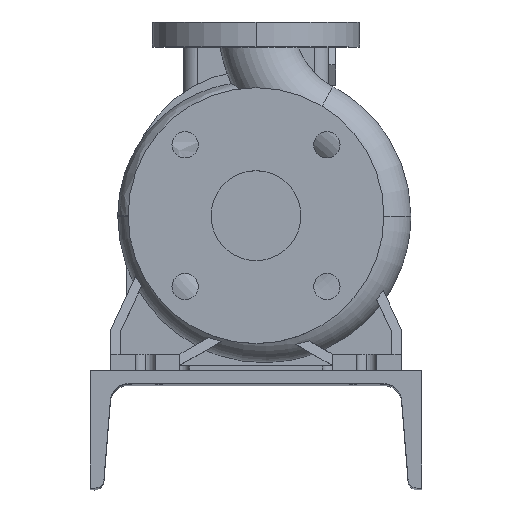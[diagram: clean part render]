
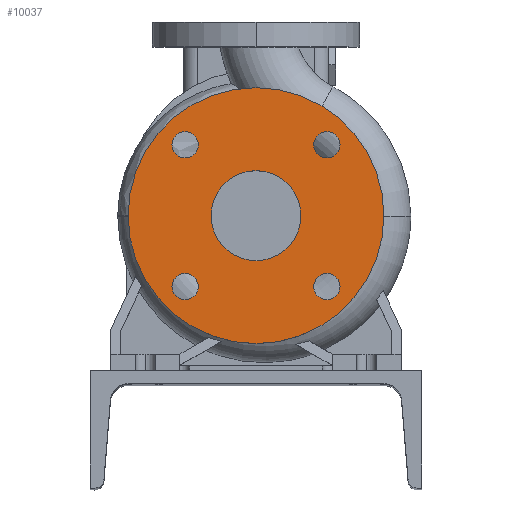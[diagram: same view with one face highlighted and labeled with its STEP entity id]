
A CAD part, top view. The second image highlights one B-rep face of the part: STEP entity #10037.
In plain terms, the highlighted planar face has unit normal (0, 0, 1).
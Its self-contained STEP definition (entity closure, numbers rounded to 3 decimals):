
#18 = VERTEX_POINT ( 'NONE', #3358 ) ;
#155 = CIRCLE ( 'NONE', #6187, 32.5 ) ;
#164 = FACE_BOUND ( 'NONE', #8430, .T. ) ;
#333 = ORIENTED_EDGE ( 'NONE', *, *, #2834, .F. ) ;
#353 = FACE_BOUND ( 'NONE', #9929, .T. ) ;
#408 = ORIENTED_EDGE ( 'NONE', *, *, #18286, .F. ) ;
#594 = CARTESIAN_POINT ( 'NONE',  ( -51.265, 51.265, 80. ) ) ;
#681 = CARTESIAN_POINT ( 'NONE',  ( 41.765, 51.265, 80. ) ) ;
#846 = VERTEX_POINT ( 'NONE', #10579 ) ;
#1027 = CARTESIAN_POINT ( 'NONE',  ( -51.265, 51.265, 80. ) ) ;
#1315 = DIRECTION ( 'NONE',  ( 1., 0., 0. ) ) ;
#1540 = CARTESIAN_POINT ( 'NONE',  ( 92.5, 0., 80. ) ) ;
#1799 = CARTESIAN_POINT ( 'NONE',  ( 60.765, 51.265, 80. ) ) ;
#1899 = DIRECTION ( 'NONE',  ( 1., 0., 0. ) ) ;
#1960 = VERTEX_POINT ( 'NONE', #14887 ) ;
#2077 = CARTESIAN_POINT ( 'NONE',  ( 51.265, 51.265, 80. ) ) ;
#2636 = CARTESIAN_POINT ( 'NONE',  ( 51.265, -51.265, 80. ) ) ;
#2638 = DIRECTION ( 'NONE',  ( 1., 0., 0. ) ) ;
#2744 = ORIENTED_EDGE ( 'NONE', *, *, #6849, .F. ) ;
#2834 = EDGE_CURVE ( 'NONE', #9204, #846, #19340, .T. ) ;
#2860 = CIRCLE ( 'NONE', #6953, 9.5 ) ;
#2997 = CIRCLE ( 'NONE', #13798, 92.5 ) ;
#3042 = EDGE_LOOP ( 'NONE', ( #408, #6934 ) ) ;
#3358 = CARTESIAN_POINT ( 'NONE',  ( -41.765, 51.265, 80. ) ) ;
#3528 = CARTESIAN_POINT ( 'NONE',  ( -32.5, 0., 80. ) ) ;
#4567 = CIRCLE ( 'NONE', #17305, 9.5 ) ;
#4811 = ORIENTED_EDGE ( 'NONE', *, *, #13937, .F. ) ;
#5120 = DIRECTION ( 'NONE',  ( -1., 0., 0. ) ) ;
#5218 = PLANE ( 'NONE',  #16249 ) ;
#5613 = DIRECTION ( 'NONE',  ( 0., 0., 1. ) ) ;
#5733 = AXIS2_PLACEMENT_3D ( 'NONE', #594, #18636, #1899 ) ;
#5907 = CARTESIAN_POINT ( 'NONE',  ( -60.765, -51.265, 80. ) ) ;
#5966 = EDGE_LOOP ( 'NONE', ( #13154, #16673 ) ) ;
#6001 = DIRECTION ( 'NONE',  ( 1., 0., 0. ) ) ;
#6138 = DIRECTION ( 'NONE',  ( 0., 0., 1. ) ) ;
#6146 = EDGE_CURVE ( 'NONE', #11226, #11330, #15862, .T. ) ;
#6187 = AXIS2_PLACEMENT_3D ( 'NONE', #15217, #6138, #18304 ) ;
#6266 = DIRECTION ( 'NONE',  ( 0., 0., 1. ) ) ;
#6469 = AXIS2_PLACEMENT_3D ( 'NONE', #2636, #14790, #6001 ) ;
#6748 = VERTEX_POINT ( 'NONE', #12441 ) ;
#6787 = AXIS2_PLACEMENT_3D ( 'NONE', #12711, #12813, #12419 ) ;
#6849 = EDGE_CURVE ( 'NONE', #11330, #11226, #2860, .T. ) ;
#6934 = ORIENTED_EDGE ( 'NONE', *, *, #7990, .F. ) ;
#6937 = VERTEX_POINT ( 'NONE', #18404 ) ;
#6939 = DIRECTION ( 'NONE',  ( 1., 0., 0. ) ) ;
#6953 = AXIS2_PLACEMENT_3D ( 'NONE', #9936, #8737, #6939 ) ;
#7512 = CARTESIAN_POINT ( 'NONE',  ( 0., 0., 80. ) ) ;
#7525 = ORIENTED_EDGE ( 'NONE', *, *, #13962, .T. ) ;
#7612 = VERTEX_POINT ( 'NONE', #3528 ) ;
#7702 = FACE_BOUND ( 'NONE', #9251, .T. ) ;
#7895 = FACE_BOUND ( 'NONE', #3042, .T. ) ;
#7930 = ORIENTED_EDGE ( 'NONE', *, *, #12350, .F. ) ;
#7990 = EDGE_CURVE ( 'NONE', #6748, #18, #10509, .T. ) ;
#8430 = EDGE_LOOP ( 'NONE', ( #4811, #333 ) ) ;
#8586 = CARTESIAN_POINT ( 'NONE',  ( -51.265, -51.265, 80. ) ) ;
#8737 = DIRECTION ( 'NONE',  ( 0., 0., 1. ) ) ;
#9204 = VERTEX_POINT ( 'NONE', #5907 ) ;
#9251 = EDGE_LOOP ( 'NONE', ( #19321, #7930 ) ) ;
#9428 = DIRECTION ( 'NONE',  ( 1., 0., 0. ) ) ;
#9513 = CARTESIAN_POINT ( 'NONE',  ( 0., 0., 80. ) ) ;
#9888 = DIRECTION ( 'NONE',  ( 0., 0., 1. ) ) ;
#9929 = EDGE_LOOP ( 'NONE', ( #10082, #2744 ) ) ;
#9936 = CARTESIAN_POINT ( 'NONE',  ( 51.265, 51.265, 80. ) ) ;
#9990 = EDGE_CURVE ( 'NONE', #6937, #7612, #13397, .T. ) ;
#10037 = ADVANCED_FACE ( 'NONE', ( #7702, #164, #11193, #12397, #353, #7895 ), #5218, .F. ) ;
#10082 = ORIENTED_EDGE ( 'NONE', *, *, #6146, .F. ) ;
#10509 = CIRCLE ( 'NONE', #5733, 9.5 ) ;
#10515 = DIRECTION ( 'NONE',  ( 1., 0., 0. ) ) ;
#10579 = CARTESIAN_POINT ( 'NONE',  ( -41.765, -51.265, 80. ) ) ;
#10588 = CIRCLE ( 'NONE', #11214, 9.5 ) ;
#10995 = CARTESIAN_POINT ( 'NONE',  ( 0., 92.5, 80. ) ) ;
#11120 = DIRECTION ( 'NONE',  ( 1., 0., 0. ) ) ;
#11193 = FACE_BOUND ( 'NONE', #5966, .T. ) ;
#11214 = AXIS2_PLACEMENT_3D ( 'NONE', #13753, #6266, #1315 ) ;
#11226 = VERTEX_POINT ( 'NONE', #1799 ) ;
#11330 = VERTEX_POINT ( 'NONE', #681 ) ;
#11771 = DIRECTION ( 'NONE',  ( 0., 0., 1. ) ) ;
#11885 = DIRECTION ( 'NONE',  ( 1., 0., 0. ) ) ;
#12198 = CIRCLE ( 'NONE', #6469, 9.5 ) ;
#12301 = DIRECTION ( 'NONE',  ( 0., 0., 1. ) ) ;
#12350 = EDGE_CURVE ( 'NONE', #15648, #1960, #10588, .T. ) ;
#12397 = FACE_OUTER_BOUND ( 'NONE', #19682, .T. ) ;
#12419 = DIRECTION ( 'NONE',  ( 1., 0., 0. ) ) ;
#12441 = CARTESIAN_POINT ( 'NONE',  ( -60.765, 51.265, 80. ) ) ;
#12538 = CIRCLE ( 'NONE', #14141, 92.5 ) ;
#12711 = CARTESIAN_POINT ( 'NONE',  ( -51.265, -51.265, 80. ) ) ;
#12813 = DIRECTION ( 'NONE',  ( 0., 0., 1. ) ) ;
#13154 = ORIENTED_EDGE ( 'NONE', *, *, #9990, .F. ) ;
#13298 = CARTESIAN_POINT ( 'NONE',  ( 0., 0., 80. ) ) ;
#13397 = CIRCLE ( 'NONE', #17843, 32.5 ) ;
#13479 = EDGE_CURVE ( 'NONE', #1960, #15648, #12198, .T. ) ;
#13482 = EDGE_CURVE ( 'NONE', #15938, #13535, #2997, .T. ) ;
#13535 = VERTEX_POINT ( 'NONE', #13779 ) ;
#13753 = CARTESIAN_POINT ( 'NONE',  ( 51.265, -51.265, 80. ) ) ;
#13779 = CARTESIAN_POINT ( 'NONE',  ( -92.5, 0., 80. ) ) ;
#13798 = AXIS2_PLACEMENT_3D ( 'NONE', #13298, #5613, #11885 ) ;
#13933 = DIRECTION ( 'NONE',  ( 0., 0., 1. ) ) ;
#13937 = EDGE_CURVE ( 'NONE', #846, #9204, #19247, .T. ) ;
#13962 = EDGE_CURVE ( 'NONE', #13535, #15938, #12538, .T. ) ;
#14141 = AXIS2_PLACEMENT_3D ( 'NONE', #9513, #15611, #11120 ) ;
#14287 = DIRECTION ( 'NONE',  ( 0., 0., -1. ) ) ;
#14790 = DIRECTION ( 'NONE',  ( 0., 0., 1. ) ) ;
#14887 = CARTESIAN_POINT ( 'NONE',  ( 60.765, -51.265, 80. ) ) ;
#14921 = AXIS2_PLACEMENT_3D ( 'NONE', #2077, #13933, #9428 ) ;
#15217 = CARTESIAN_POINT ( 'NONE',  ( 0., 0., 80. ) ) ;
#15611 = DIRECTION ( 'NONE',  ( 0., 0., 1. ) ) ;
#15648 = VERTEX_POINT ( 'NONE', #17812 ) ;
#15862 = CIRCLE ( 'NONE', #14921, 9.5 ) ;
#15938 = VERTEX_POINT ( 'NONE', #1540 ) ;
#16249 = AXIS2_PLACEMENT_3D ( 'NONE', #10995, #14287, #5120 ) ;
#16673 = ORIENTED_EDGE ( 'NONE', *, *, #18916, .F. ) ;
#16790 = AXIS2_PLACEMENT_3D ( 'NONE', #8586, #9888, #2638 ) ;
#17305 = AXIS2_PLACEMENT_3D ( 'NONE', #1027, #11771, #19162 ) ;
#17812 = CARTESIAN_POINT ( 'NONE',  ( 41.765, -51.265, 80. ) ) ;
#17843 = AXIS2_PLACEMENT_3D ( 'NONE', #7512, #12301, #10515 ) ;
#18286 = EDGE_CURVE ( 'NONE', #18, #6748, #4567, .T. ) ;
#18304 = DIRECTION ( 'NONE',  ( 1., 0., 0. ) ) ;
#18404 = CARTESIAN_POINT ( 'NONE',  ( 32.5, 0., 80. ) ) ;
#18420 = ORIENTED_EDGE ( 'NONE', *, *, #13482, .T. ) ;
#18636 = DIRECTION ( 'NONE',  ( 0., 0., 1. ) ) ;
#18916 = EDGE_CURVE ( 'NONE', #7612, #6937, #155, .T. ) ;
#19162 = DIRECTION ( 'NONE',  ( 1., 0., 0. ) ) ;
#19247 = CIRCLE ( 'NONE', #6787, 9.5 ) ;
#19321 = ORIENTED_EDGE ( 'NONE', *, *, #13479, .F. ) ;
#19340 = CIRCLE ( 'NONE', #16790, 9.5 ) ;
#19682 = EDGE_LOOP ( 'NONE', ( #18420, #7525 ) ) ;
